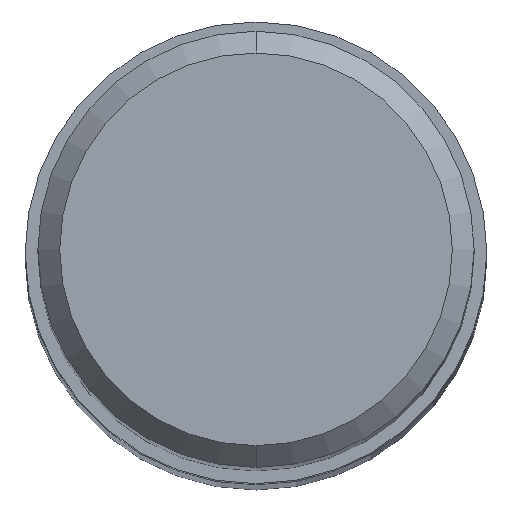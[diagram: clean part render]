
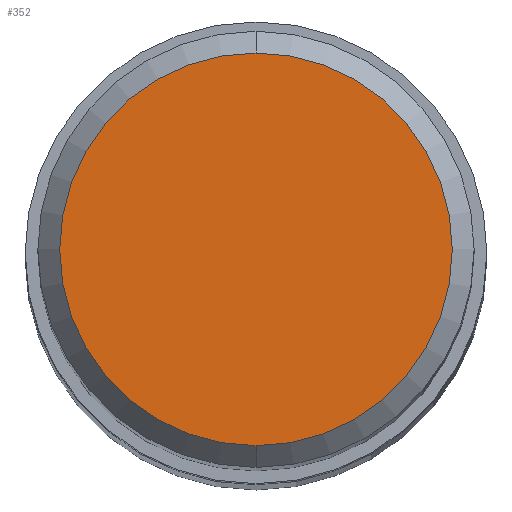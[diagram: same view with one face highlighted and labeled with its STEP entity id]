
A CAD part, top view. The second image highlights one B-rep face of the part: STEP entity #352.
In plain terms, the highlighted planar face has unit normal (0, 0, 1).
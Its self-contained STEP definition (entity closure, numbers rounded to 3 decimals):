
#184=EDGE_CURVE('',#254,#342,#486,.T.);
#254=VERTEX_POINT('',#562);
#288=EDGE_CURVE('',#342,#254,#600,.T.);
#342=VERTEX_POINT('',#663);
#352=ADVANCED_FACE('',(#673),#674,.T.);
#486=CIRCLE('',#838,5.4);
#562=CARTESIAN_POINT('',(0.,-5.4,0.0));
#600=CIRCLE('',#1090,5.4);
#663=CARTESIAN_POINT('',(0.0,5.4,0.0));
#673=FACE_OUTER_BOUND('',#1232,.T.);
#674=PLANE('',#1233);
#838=AXIS2_PLACEMENT_3D('',#1496,#1497,#1498);
#1090=AXIS2_PLACEMENT_3D('',#1593,#1594,#1595);
#1232=EDGE_LOOP('',(#1707,#1708));
#1233=AXIS2_PLACEMENT_3D('',#1709,#1710,#1711);
#1496=CARTESIAN_POINT('',(0.0,0.0,0.0));
#1497=DIRECTION('',(0.0,0.0,-1.0));
#1498=DIRECTION('',(0.0,1.0,0.0));
#1593=CARTESIAN_POINT('',(0.0,0.0,0.0));
#1594=DIRECTION('',(0.0,0.0,-1.0));
#1595=DIRECTION('',(0.0,1.0,0.0));
#1707=ORIENTED_EDGE('',*,*,#288,.F.);
#1708=ORIENTED_EDGE('',*,*,#184,.F.);
#1709=CARTESIAN_POINT('',(0.0,2.7,0.0));
#1710=DIRECTION('',(-0.0,0.0,1.0));
#1711=DIRECTION('',(0.0,-1.0,0.0));
